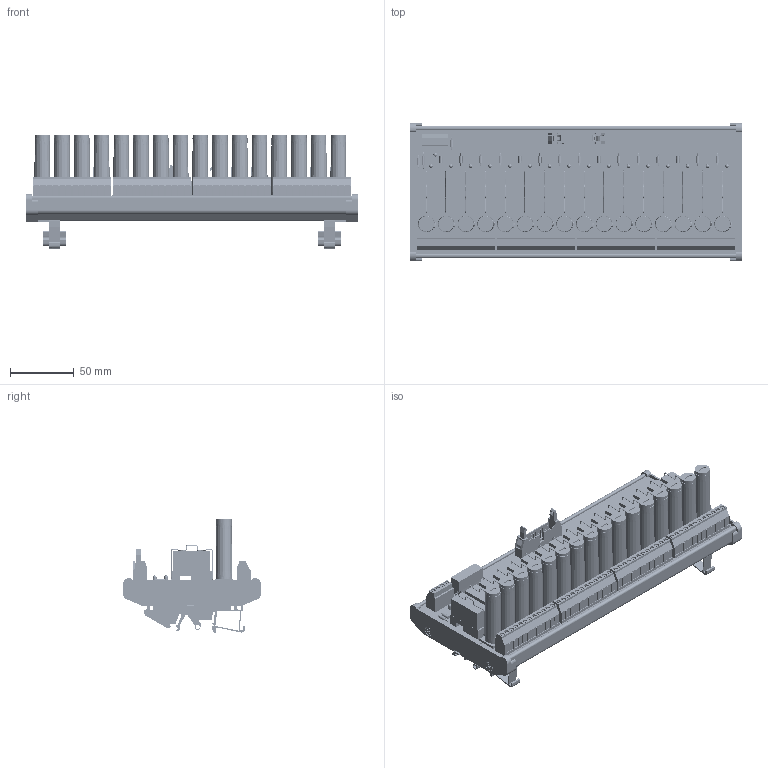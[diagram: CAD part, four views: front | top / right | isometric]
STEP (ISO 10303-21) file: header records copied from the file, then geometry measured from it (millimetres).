
FILE_DESCRIPTION(('CATIA V5R22 STEP214','CAx-IF Rec.Pracs.--- Model Styling and Organization---1.4--- 2014-01-23'),'2;1');
FILE_NAME ('034067-1_0', '2021-11-04T07:35:01+00:00', ('Weidmueller Interface'), ('Weidmueller'), 'CATIA Version 5-6 Release 2016 SP3 HF44', 'CATIA V5 STEP AP214', 'none');
FILE_SCHEMA(('AUTOMOTIVE_DESIGN { 1 0 10303 214 1 1 1 1 }'));
Length unit declared in the file: millimetre
Products named in the file (1): 9445120000_RSM-16 FUS 1CO S
Bounding box: 260.5 x 108.2 x 89.85 mm (x, y, z)
Volume: 386540.9 mm3; surface area: 301739.2 mm2
Topology: 19 solids, 99 shells, 6387 faces, 17605 edges, 11495 vertices
Faces by surface type: plane 3081, cylinder 2254, bspline 560, cone 240, torus 184, sphere 68
Entity records: 227047 total; most frequent: CARTESIAN_POINT 67869, ORIENTED_EDGE 35010, DIRECTION 25590, EDGE_CURVE 17505, VERTEX_POINT 11495, AXIS2_PLACEMENT_3D 10027, VECTOR 9737, LINE 9737
